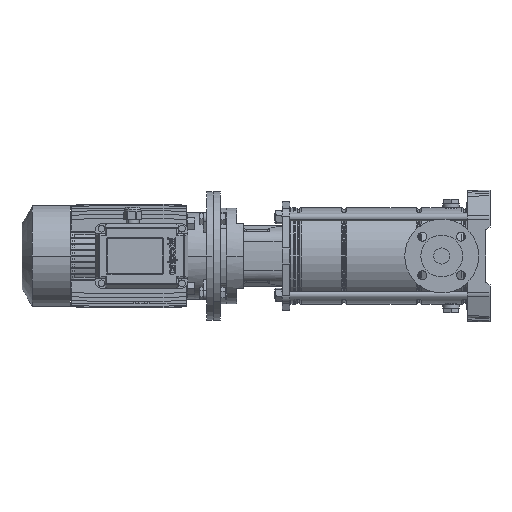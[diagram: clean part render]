
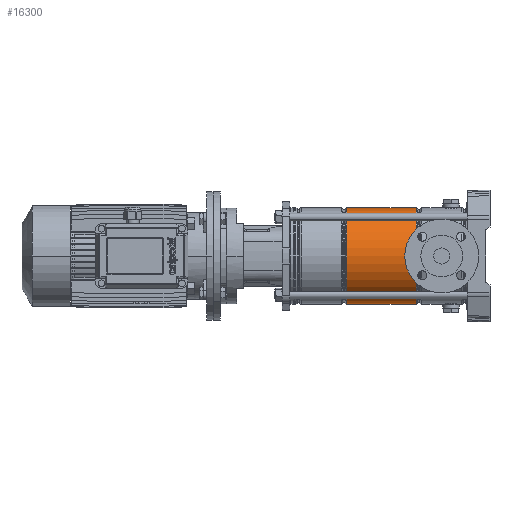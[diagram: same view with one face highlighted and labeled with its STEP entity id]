
A CAD part, left-side view. The second image highlights one B-rep face of the part: STEP entity #16300.
In plain terms, the highlighted cylindrical face has radius 74.9 mm (diameter 149.8 mm), a partial arc.
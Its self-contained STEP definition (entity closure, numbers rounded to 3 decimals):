
#364 = AXIS2_PLACEMENT_3D ( 'NONE', #40206, #45679, #51158 ) ;
#2653 = VECTOR ( 'NONE', #61157, 1000. ) ;
#6691 = CARTESIAN_POINT ( 'NONE',  ( 74.9, 0., 195.221 ) ) ;
#16300 = ADVANCED_FACE ( 'NONE', ( #50430 ), #62019, .T. ) ;
#16772 = CARTESIAN_POINT ( 'NONE',  ( 0., 0., 87.279 ) ) ;
#24447 = CARTESIAN_POINT ( 'NONE',  ( 0., 0., 0. ) ) ;
#24778 = DIRECTION ( 'NONE',  ( 0., 0., -1. ) ) ;
#24838 = LINE ( 'NONE', #55250, #53136 ) ;
#28446 = ORIENTED_EDGE ( 'NONE', *, *, #52216, .F. ) ;
#29737 = CARTESIAN_POINT ( 'NONE',  ( -74.9, 0., 0. ) ) ;
#30755 = ORIENTED_EDGE ( 'NONE', *, *, #40604, .T. ) ;
#33179 = CIRCLE ( 'NONE', #364, 74.9 ) ;
#33241 = CARTESIAN_POINT ( 'NONE',  ( 74.9, 0., 87.279 ) ) ;
#35175 = VERTEX_POINT ( 'NONE', #47296 ) ;
#36281 = VERTEX_POINT ( 'NONE', #6691 ) ;
#40206 = CARTESIAN_POINT ( 'NONE',  ( 0., 0., 195.221 ) ) ;
#40487 = DIRECTION ( 'NONE',  ( -1., 0., 0. ) ) ;
#40604 = EDGE_CURVE ( 'NONE', #63634, #35175, #48196, .T. ) ;
#45679 = DIRECTION ( 'NONE',  ( 0., 0., -1. ) ) ;
#46094 = LINE ( 'NONE', #29737, #2653 ) ;
#47296 = CARTESIAN_POINT ( 'NONE',  ( -74.9, 0., 87.279 ) ) ;
#48196 = CIRCLE ( 'NONE', #51479, 74.9 ) ;
#49474 = DIRECTION ( 'NONE',  ( 0., 0., -1. ) ) ;
#49699 = EDGE_LOOP ( 'NONE', ( #51624, #63937, #30755, #28446 ) ) ;
#50233 = DIRECTION ( 'NONE',  ( 1., 0., 0. ) ) ;
#50430 = FACE_OUTER_BOUND ( 'NONE', #49699, .T. ) ;
#50899 = DIRECTION ( 'NONE',  ( 0., 0., 1. ) ) ;
#51158 = DIRECTION ( 'NONE',  ( 1., 0., 0. ) ) ;
#51380 = EDGE_CURVE ( 'NONE', #64239, #36281, #33179, .T. ) ;
#51479 = AXIS2_PLACEMENT_3D ( 'NONE', #16772, #50899, #50233 ) ;
#51624 = ORIENTED_EDGE ( 'NONE', *, *, #51380, .T. ) ;
#52216 = EDGE_CURVE ( 'NONE', #64239, #35175, #46094, .T. ) ;
#53136 = VECTOR ( 'NONE', #49474, 1000. ) ;
#54465 = EDGE_CURVE ( 'NONE', #36281, #63634, #24838, .T. ) ;
#55250 = CARTESIAN_POINT ( 'NONE',  ( 74.9, 0., 0. ) ) ;
#61157 = DIRECTION ( 'NONE',  ( 0., 0., -1. ) ) ;
#62019 = CYLINDRICAL_SURFACE ( 'NONE', #66130, 74.9 ) ;
#63634 = VERTEX_POINT ( 'NONE', #33241 ) ;
#63937 = ORIENTED_EDGE ( 'NONE', *, *, #54465, .T. ) ;
#64239 = VERTEX_POINT ( 'NONE', #64957 ) ;
#64957 = CARTESIAN_POINT ( 'NONE',  ( -74.9, 0., 195.221 ) ) ;
#66130 = AXIS2_PLACEMENT_3D ( 'NONE', #24447, #24778, #40487 ) ;
